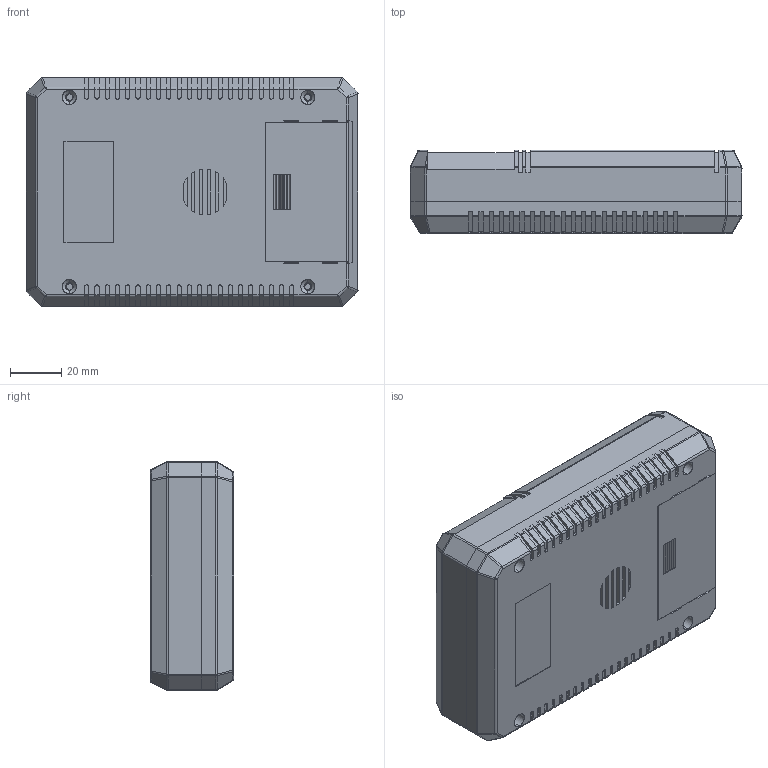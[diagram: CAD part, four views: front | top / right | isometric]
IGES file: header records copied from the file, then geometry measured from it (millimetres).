
Start section: SolidWorks IGES file using analytic representation for surfaces
Global section: file name: KM 88.IGS; native system: SolidWorks 2009; preprocessor: SolidWorks 2009; author: user; date: 100722.124508; units: millimetre
Bounding box: 129.5 x 32.5 x 89.3 mm (x, y, z)
Surface area: 74629 mm2 (no closed solid volume)
Topology: 0 solids, 0 shells, 947 faces, 8128 edges, 8114 vertices
Faces by surface type: bspline 558, revolution 389
